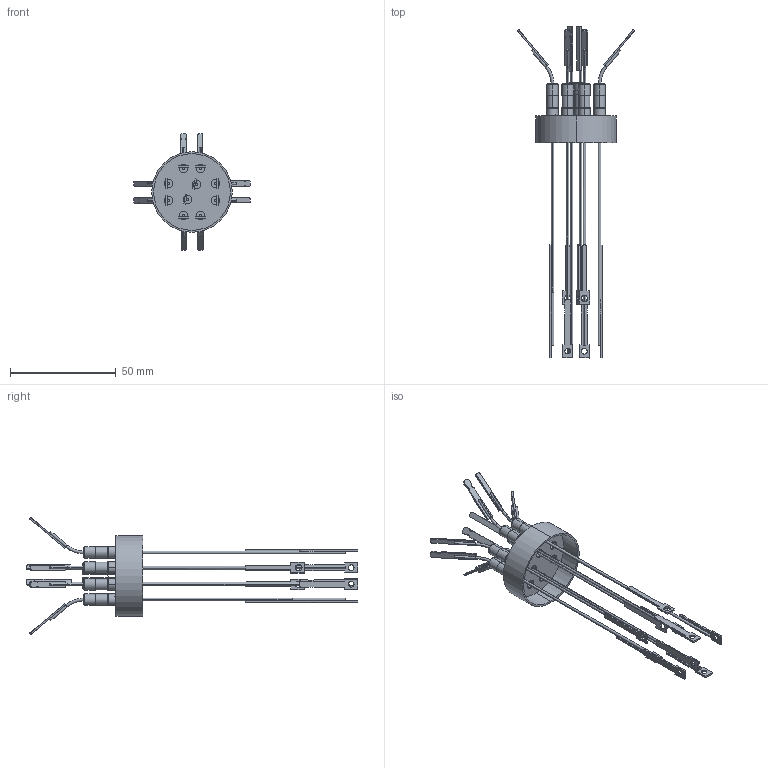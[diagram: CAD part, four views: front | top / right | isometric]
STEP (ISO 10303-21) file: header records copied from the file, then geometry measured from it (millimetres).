
FILE_DESCRIPTION (( 'STEP AP203' ), '1' );
FILE_NAME ('A0656-3-W.STEP', '2011-10-12T14:33:54', ( '' ), ( '' ), 'SwSTEP 2.0', 'SolidWorks 2011', '' );
FILE_SCHEMA (( 'CONFIG_CONTROL_DESIGN' ));
Length unit declared in the file: inch
Products named in the file (1): A0656-3-W
Bounding box: 55.14 x 156.76 x 55.14 mm (x, y, z)
Volume: 9951.3 mm3; surface area: 16441.1 mm2
Topology: 1 solids, 11 shells, 651 faces, 1618 edges, 1050 vertices
Faces by surface type: cylinder 272, plane 263, cone 80, torus 36
Entity records: 20243 total; most frequent: CARTESIAN_POINT 3928, DIRECTION 3640, ORIENTED_EDGE 3236, EDGE_CURVE 1618, AXIS2_PLACEMENT_3D 1396, VERTEX_POINT 1050, VECTOR 848, LINE 848
